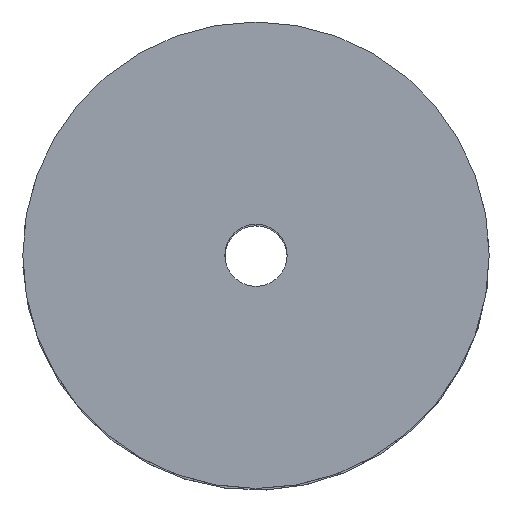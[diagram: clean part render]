
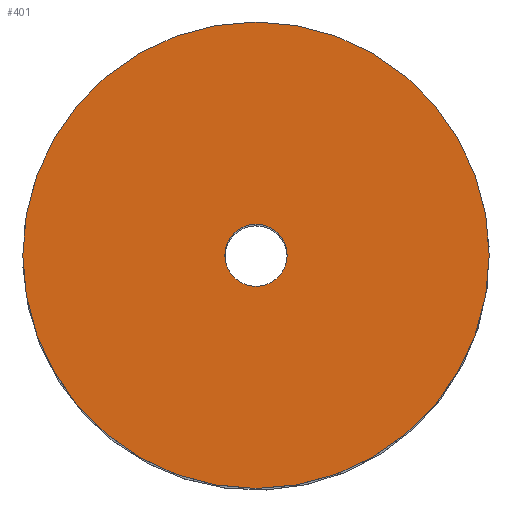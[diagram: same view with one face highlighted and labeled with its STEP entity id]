
A CAD part, top view. The second image highlights one B-rep face of the part: STEP entity #401.
In plain terms, the highlighted face is planar.
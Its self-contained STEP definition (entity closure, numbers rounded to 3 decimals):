
#97=PLANE('',#501);
#135=ORIENTED_EDGE('',*,*,#181,.T.);
#136=ORIENTED_EDGE('',*,*,#176,.F.);
#176=EDGE_CURVE('',#206,#206,#236,.T.);
#181=EDGE_CURVE('',#211,#211,#241,.T.);
#206=VERTEX_POINT('',#4714);
#211=VERTEX_POINT('',#4728);
#236=CIRCLE('',#493,75.);
#241=CIRCLE('',#502,10.);
#285=EDGE_LOOP('',(#135));
#286=EDGE_LOOP('',(#136));
#345=FACE_BOUND('',#285,.T.);
#346=FACE_BOUND('',#286,.T.);
#401=ADVANCED_FACE('',(#345,#346),#97,.F.);
#493=AXIS2_PLACEMENT_3D('',#4713,#565,#566);
#501=AXIS2_PLACEMENT_3D('',#4726,#581,#582);
#502=AXIS2_PLACEMENT_3D('',#4727,#583,#584);
#565=DIRECTION('',(0.,-1.,0.));
#566=DIRECTION('',(0.,0.,-1.));
#581=DIRECTION('',(0.,-1.,0.));
#582=DIRECTION('',(0.,0.,-1.));
#583=DIRECTION('',(0.,-1.,0.));
#584=DIRECTION('',(0.,0.,-1.));
#4713=CARTESIAN_POINT('',(0.,10.,0.));
#4714=CARTESIAN_POINT('',(0.,10.,-75.));
#4726=CARTESIAN_POINT('',(0.,10.,0.));
#4727=CARTESIAN_POINT('',(0.,10.,0.));
#4728=CARTESIAN_POINT('',(0.,10.,-10.));
